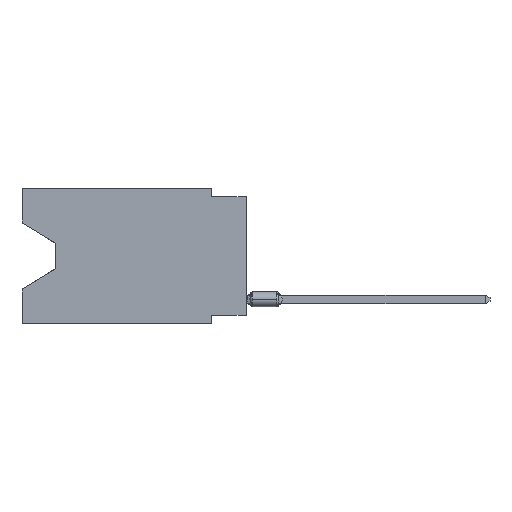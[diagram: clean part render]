
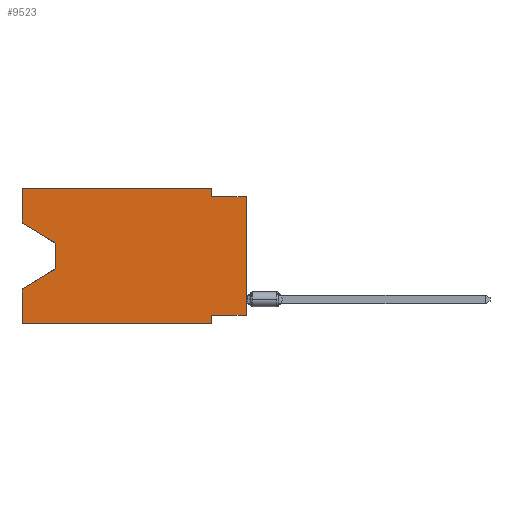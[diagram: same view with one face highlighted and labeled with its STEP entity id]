
A CAD part, left-side view. The second image highlights one B-rep face of the part: STEP entity #9523.
In plain terms, the highlighted planar face has unit normal (-1, 0, 0).
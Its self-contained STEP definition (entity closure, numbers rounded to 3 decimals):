
#71 = LINE ( 'NONE', #6559, #5093 ) ;
#80 = CARTESIAN_POINT ( 'NONE',  ( 0., 2.54, 0. ) ) ;
#89 = CARTESIAN_POINT ( 'NONE',  ( 0., 2.54, -9.906 ) ) ;
#238 = ORIENTED_EDGE ( 'NONE', *, *, #6383, .F. ) ;
#331 = VERTEX_POINT ( 'NONE', #5586 ) ;
#966 = VECTOR ( 'NONE', #10136, 1000. ) ;
#1209 = CARTESIAN_POINT ( 'NONE',  ( 0., 13.97, -5.893 ) ) ;
#1560 = EDGE_CURVE ( 'NONE', #5970, #3634, #10563, .T. ) ;
#1651 = VERTEX_POINT ( 'NONE', #4069 ) ;
#1950 = ORIENTED_EDGE ( 'NONE', *, *, #1560, .T. ) ;
#1953 = VERTEX_POINT ( 'NONE', #7249 ) ;
#2012 = VECTOR ( 'NONE', #4726, 1000. ) ;
#2406 = VECTOR ( 'NONE', #19535, 1000. ) ;
#2572 = DIRECTION ( 'NONE',  ( 0., -1., 0. ) ) ;
#3276 = ORIENTED_EDGE ( 'NONE', *, *, #13602, .F. ) ;
#3437 = VECTOR ( 'NONE', #6844, 1000. ) ;
#3634 = VERTEX_POINT ( 'NONE', #18866 ) ;
#3705 = CARTESIAN_POINT ( 'NONE',  ( 0., 0., -0.635 ) ) ;
#3840 = VERTEX_POINT ( 'NONE', #19589 ) ;
#3975 = DIRECTION ( 'NONE',  ( 0., 1., 0. ) ) ;
#3989 = EDGE_CURVE ( 'NONE', #3634, #5955, #6725, .T. ) ;
#4069 = CARTESIAN_POINT ( 'NONE',  ( 0., 0., -9.271 ) ) ;
#4090 = CARTESIAN_POINT ( 'NONE',  ( 0., 16.383, 0. ) ) ;
#4207 = CARTESIAN_POINT ( 'NONE',  ( 0., 16.383, -2.546 ) ) ;
#4726 = DIRECTION ( 'NONE',  ( 0., -1., 0. ) ) ;
#5051 = DIRECTION ( 'NONE',  ( 0., 0., -1. ) ) ;
#5061 = LINE ( 'NONE', #80, #2406 ) ;
#5093 = VECTOR ( 'NONE', #5051, 1000. ) ;
#5152 = EDGE_CURVE ( 'NONE', #7632, #18094, #9282, .T. ) ;
#5299 = ORIENTED_EDGE ( 'NONE', *, *, #19390, .F. ) ;
#5574 = CARTESIAN_POINT ( 'NONE',  ( 0., 0., -9.271 ) ) ;
#5586 = CARTESIAN_POINT ( 'NONE',  ( 0., 16.383, 0. ) ) ;
#5650 = CARTESIAN_POINT ( 'NONE',  ( 0., 16.383, -9.906 ) ) ;
#5654 = DIRECTION ( 'NONE',  ( 0., 0., 1. ) ) ;
#5787 = PLANE ( 'NONE',  #17583 ) ;
#5955 = VERTEX_POINT ( 'NONE', #8988 ) ;
#5970 = VERTEX_POINT ( 'NONE', #4207 ) ;
#6383 = EDGE_CURVE ( 'NONE', #18483, #18094, #71, .T. ) ;
#6559 = CARTESIAN_POINT ( 'NONE',  ( 0., 2.54, -9.906 ) ) ;
#6725 = LINE ( 'NONE', #7152, #3437 ) ;
#6844 = DIRECTION ( 'NONE',  ( 0., 0., -1. ) ) ;
#7016 = DIRECTION ( 'NONE',  ( 0., 0., 1. ) ) ;
#7152 = CARTESIAN_POINT ( 'NONE',  ( 0., 13.97, -4.013 ) ) ;
#7249 = CARTESIAN_POINT ( 'NONE',  ( 0., 16.383, -7.36 ) ) ;
#7273 = CARTESIAN_POINT ( 'NONE',  ( 0., 0., 0. ) ) ;
#7632 = VERTEX_POINT ( 'NONE', #16356 ) ;
#7687 = ORIENTED_EDGE ( 'NONE', *, *, #14460, .F. ) ;
#7804 = LINE ( 'NONE', #1209, #15331 ) ;
#8833 = VECTOR ( 'NONE', #16938, 1000. ) ;
#8909 = VECTOR ( 'NONE', #2572, 1000. ) ;
#8988 = CARTESIAN_POINT ( 'NONE',  ( 0., 13.97, -5.893 ) ) ;
#9233 = EDGE_LOOP ( 'NONE', ( #1950, #14011, #12396, #3276, #20815, #238, #7687, #9641, #5299, #18515, #20722, #18362 ) ) ;
#9282 = LINE ( 'NONE', #5650, #8909 ) ;
#9302 = DIRECTION ( 'NONE',  ( 1., 0., 0. ) ) ;
#9523 = ADVANCED_FACE ( 'NONE', ( #18869 ), #5787, .F. ) ;
#9641 = ORIENTED_EDGE ( 'NONE', *, *, #15963, .T. ) ;
#10136 = DIRECTION ( 'NONE',  ( 0., -0.855, -0.519 ) ) ;
#10189 = DIRECTION ( 'NONE',  ( 0., -1., 0. ) ) ;
#10563 = LINE ( 'NONE', #12054, #966 ) ;
#10612 = VERTEX_POINT ( 'NONE', #11517 ) ;
#11241 = VECTOR ( 'NONE', #3975, 1000. ) ;
#11517 = CARTESIAN_POINT ( 'NONE',  ( 0., 2.54, -0.635 ) ) ;
#11892 = CARTESIAN_POINT ( 'NONE',  ( 0., 0., -0.635 ) ) ;
#11997 = LINE ( 'NONE', #3705, #14322 ) ;
#12054 = CARTESIAN_POINT ( 'NONE',  ( 0., 16.383, -2.546 ) ) ;
#12055 = LINE ( 'NONE', #7273, #15594 ) ;
#12383 = EDGE_CURVE ( 'NONE', #5970, #331, #20294, .T. ) ;
#12396 = ORIENTED_EDGE ( 'NONE', *, *, #18794, .T. ) ;
#13554 = LINE ( 'NONE', #5574, #11241 ) ;
#13602 = EDGE_CURVE ( 'NONE', #7632, #1953, #14129, .T. ) ;
#14011 = ORIENTED_EDGE ( 'NONE', *, *, #3989, .T. ) ;
#14129 = LINE ( 'NONE', #16063, #8833 ) ;
#14159 = EDGE_CURVE ( 'NONE', #3840, #10612, #5061, .T. ) ;
#14322 = VECTOR ( 'NONE', #10189, 1000. ) ;
#14460 = EDGE_CURVE ( 'NONE', #1651, #18483, #13554, .T. ) ;
#14908 = VECTOR ( 'NONE', #7016, 1000. ) ;
#15331 = VECTOR ( 'NONE', #19398, 1000. ) ;
#15594 = VECTOR ( 'NONE', #5654, 1000. ) ;
#15677 = EDGE_CURVE ( 'NONE', #331, #3840, #15797, .T. ) ;
#15797 = LINE ( 'NONE', #17585, #2012 ) ;
#15963 = EDGE_CURVE ( 'NONE', #1651, #19263, #12055, .T. ) ;
#16063 = CARTESIAN_POINT ( 'NONE',  ( 0., 16.383, 0. ) ) ;
#16356 = CARTESIAN_POINT ( 'NONE',  ( 0., 16.383, -9.906 ) ) ;
#16709 = CARTESIAN_POINT ( 'NONE',  ( 0., 16.383, 0. ) ) ;
#16938 = DIRECTION ( 'NONE',  ( 0., 0., 1. ) ) ;
#17583 = AXIS2_PLACEMENT_3D ( 'NONE', #4090, #9302, #20785 ) ;
#17585 = CARTESIAN_POINT ( 'NONE',  ( 0., 16.383, 0. ) ) ;
#18094 = VERTEX_POINT ( 'NONE', #89 ) ;
#18231 = CARTESIAN_POINT ( 'NONE',  ( 0., 2.54, -9.271 ) ) ;
#18362 = ORIENTED_EDGE ( 'NONE', *, *, #12383, .F. ) ;
#18483 = VERTEX_POINT ( 'NONE', #18231 ) ;
#18515 = ORIENTED_EDGE ( 'NONE', *, *, #14159, .F. ) ;
#18794 = EDGE_CURVE ( 'NONE', #5955, #1953, #7804, .T. ) ;
#18866 = CARTESIAN_POINT ( 'NONE',  ( 0., 13.97, -4.013 ) ) ;
#18869 = FACE_OUTER_BOUND ( 'NONE', #9233, .T. ) ;
#19263 = VERTEX_POINT ( 'NONE', #11892 ) ;
#19390 = EDGE_CURVE ( 'NONE', #10612, #19263, #11997, .T. ) ;
#19398 = DIRECTION ( 'NONE',  ( 0., 0.855, -0.519 ) ) ;
#19535 = DIRECTION ( 'NONE',  ( 0., 0., -1. ) ) ;
#19589 = CARTESIAN_POINT ( 'NONE',  ( 0., 2.54, 0. ) ) ;
#20294 = LINE ( 'NONE', #16709, #14908 ) ;
#20722 = ORIENTED_EDGE ( 'NONE', *, *, #15677, .F. ) ;
#20785 = DIRECTION ( 'NONE',  ( 0., 0., -1. ) ) ;
#20815 = ORIENTED_EDGE ( 'NONE', *, *, #5152, .T. ) ;
